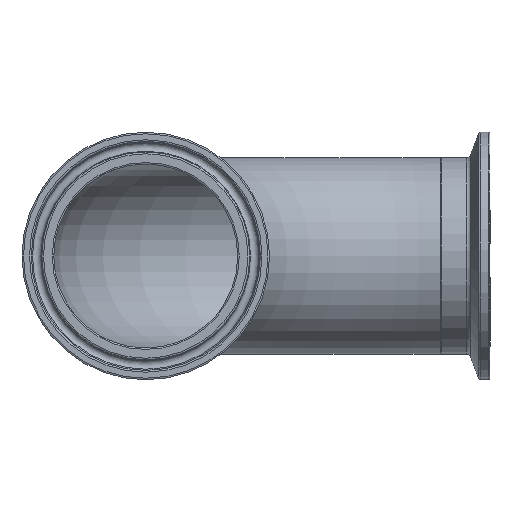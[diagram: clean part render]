
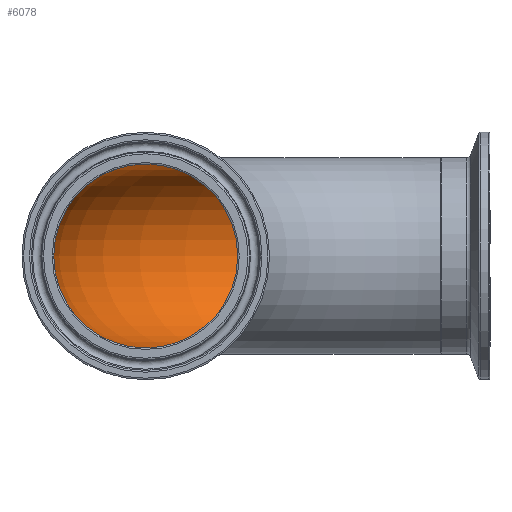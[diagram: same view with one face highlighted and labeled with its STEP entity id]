
A CAD part, front view. The second image highlights one B-rep face of the part: STEP entity #6078.
In plain terms, the highlighted toroidal (fillet/blend) face has major radius 76.2 mm and minor radius 23.749 mm.
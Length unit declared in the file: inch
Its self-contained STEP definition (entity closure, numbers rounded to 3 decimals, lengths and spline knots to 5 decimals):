
#29=CIRCLE('',#6276,0.935);
#30=CIRCLE('',#6277,0.935);
#99=FACE_BOUND('',#1705,.T.);
#1319=FACE_OUTER_BOUND('',#1704,.T.);
#1704=EDGE_LOOP('',(#5578));
#1705=EDGE_LOOP('',(#5579));
#2927=VERTEX_POINT('',#13795);
#2928=VERTEX_POINT('',#13797);
#3825=EDGE_CURVE('',#2927,#2927,#29,.T.);
#3826=EDGE_CURVE('',#2928,#2928,#30,.T.);
#5578=ORIENTED_EDGE('',*,*,#3825,.F.);
#5579=ORIENTED_EDGE('',*,*,#3826,.F.);
#5686=TOROIDAL_SURFACE('',#6275,3.,0.935);
#6078=ADVANCED_FACE('',(#1319,#99),#5686,.F.);
#6275=AXIS2_PLACEMENT_3D('',#13794,#6949,#6950);
#6276=AXIS2_PLACEMENT_3D('',#13796,#6951,#6952);
#6277=AXIS2_PLACEMENT_3D('',#13798,#6953,#6954);
#6949=DIRECTION('center_axis',(0.,0.,
-1.));
#6950=DIRECTION('ref_axis',(-1.,0.,0.));
#6951=DIRECTION('center_axis',(-1.,0.,0.));
#6952=DIRECTION('ref_axis',(0.,1.,0.));
#6953=DIRECTION('center_axis',(0.,1.,0.));
#6954=DIRECTION('ref_axis',(-1.,0.,0.));
#13794=CARTESIAN_POINT('Origin',(3.,0.,0.));
#13795=CARTESIAN_POINT('',(3.,3.935,0.));
#13796=CARTESIAN_POINT('Origin',(3.,3.,0.));
#13797=CARTESIAN_POINT('',(-0.935,0.,0.));
#13798=CARTESIAN_POINT('Origin',(0.,0.,
0.));
